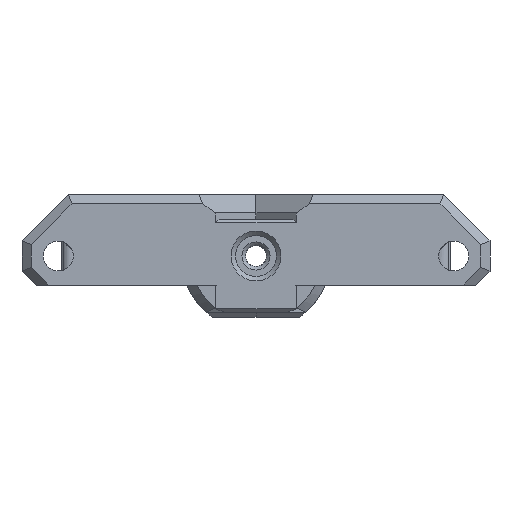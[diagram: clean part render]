
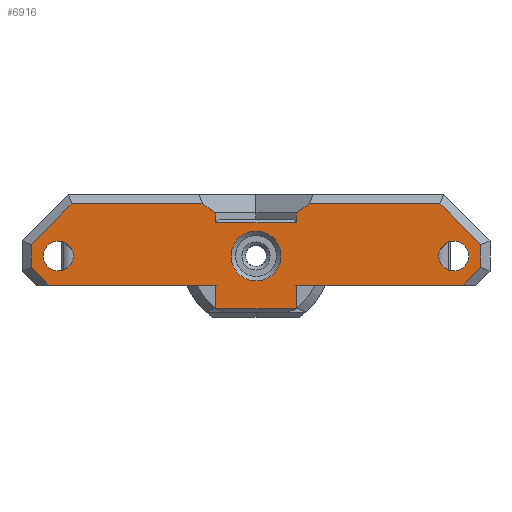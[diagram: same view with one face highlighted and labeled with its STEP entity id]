
A CAD part, front view. The second image highlights one B-rep face of the part: STEP entity #6916.
In plain terms, the highlighted planar face has unit normal (0, -1, 0).
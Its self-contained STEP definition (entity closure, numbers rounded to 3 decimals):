
#79=FACE_BOUND('',#2526,.T.);
#80=FACE_BOUND('',#2527,.T.);
#81=FACE_BOUND('',#2528,.T.);
#150=CIRCLE('',#7346,2.75);
#153=CIRCLE('',#7351,1.65);
#154=CIRCLE('',#7352,1.65);
#401=LINE('',#10040,#1161);
#402=LINE('',#10042,#1162);
#403=LINE('',#10044,#1163);
#404=LINE('',#10046,#1164);
#405=LINE('',#10048,#1165);
#406=LINE('',#10050,#1166);
#407=LINE('',#10052,#1167);
#408=LINE('',#10054,#1168);
#409=LINE('',#10056,#1169);
#410=LINE('',#10058,#1170);
#411=LINE('',#10060,#1171);
#412=LINE('',#10062,#1172);
#413=LINE('',#10064,#1173);
#414=LINE('',#10066,#1174);
#415=LINE('',#10068,#1175);
#416=LINE('',#10070,#1176);
#417=LINE('',#10072,#1177);
#418=LINE('',#10073,#1178);
#1161=VECTOR('',#8028,10.);
#1162=VECTOR('',#8029,10.);
#1163=VECTOR('',#8030,10.);
#1164=VECTOR('',#8031,10.);
#1165=VECTOR('',#8032,10.);
#1166=VECTOR('',#8033,10.);
#1167=VECTOR('',#8034,10.);
#1168=VECTOR('',#8035,10.);
#1169=VECTOR('',#8036,10.);
#1170=VECTOR('',#8037,10.);
#1171=VECTOR('',#8038,10.);
#1172=VECTOR('',#8039,10.);
#1173=VECTOR('',#8040,10.);
#1174=VECTOR('',#8041,10.);
#1175=VECTOR('',#8042,10.);
#1176=VECTOR('',#8043,10.);
#1177=VECTOR('',#8044,10.);
#1178=VECTOR('',#8045,10.);
#1828=PLANE('',#7350);
#2118=FACE_OUTER_BOUND('',#2525,.T.);
#2525=EDGE_LOOP('',(#4987,#4988,#4989,#4990,#4991,#4992,#4993,#4994,#4995,
#4996,#4997,#4998,#4999,#5000,#5001,#5002,#5003,#5004));
#2526=EDGE_LOOP('',(#5005));
#2527=EDGE_LOOP('',(#5006));
#2528=EDGE_LOOP('',(#5007));
#3150=VERTEX_POINT('',#10028);
#3153=VERTEX_POINT('',#10038);
#3154=VERTEX_POINT('',#10039);
#3155=VERTEX_POINT('',#10041);
#3156=VERTEX_POINT('',#10043);
#3157=VERTEX_POINT('',#10045);
#3158=VERTEX_POINT('',#10047);
#3159=VERTEX_POINT('',#10049);
#3160=VERTEX_POINT('',#10051);
#3161=VERTEX_POINT('',#10053);
#3162=VERTEX_POINT('',#10055);
#3163=VERTEX_POINT('',#10057);
#3164=VERTEX_POINT('',#10059);
#3165=VERTEX_POINT('',#10061);
#3166=VERTEX_POINT('',#10063);
#3167=VERTEX_POINT('',#10065);
#3168=VERTEX_POINT('',#10067);
#3169=VERTEX_POINT('',#10069);
#3170=VERTEX_POINT('',#10071);
#3171=VERTEX_POINT('',#10074);
#3172=VERTEX_POINT('',#10076);
#3843=EDGE_CURVE('',#3150,#3150,#150,.T.);
#3848=EDGE_CURVE('',#3153,#3154,#401,.T.);
#3849=EDGE_CURVE('',#3155,#3153,#402,.T.);
#3850=EDGE_CURVE('',#3155,#3156,#403,.T.);
#3851=EDGE_CURVE('',#3157,#3156,#404,.T.);
#3852=EDGE_CURVE('',#3158,#3157,#405,.T.);
#3853=EDGE_CURVE('',#3159,#3158,#406,.T.);
#3854=EDGE_CURVE('',#3160,#3159,#407,.T.);
#3855=EDGE_CURVE('',#3161,#3160,#408,.T.);
#3856=EDGE_CURVE('',#3162,#3161,#409,.T.);
#3857=EDGE_CURVE('',#3162,#3163,#410,.T.);
#3858=EDGE_CURVE('',#3164,#3163,#411,.T.);
#3859=EDGE_CURVE('',#3165,#3164,#412,.T.);
#3860=EDGE_CURVE('',#3166,#3165,#413,.T.);
#3861=EDGE_CURVE('',#3167,#3166,#414,.T.);
#3862=EDGE_CURVE('',#3168,#3167,#415,.T.);
#3863=EDGE_CURVE('',#3169,#3168,#416,.T.);
#3864=EDGE_CURVE('',#3170,#3169,#417,.T.);
#3865=EDGE_CURVE('',#3154,#3170,#418,.T.);
#3866=EDGE_CURVE('',#3171,#3171,#153,.T.);
#3867=EDGE_CURVE('',#3172,#3172,#154,.T.);
#4987=ORIENTED_EDGE('',*,*,#3848,.F.);
#4988=ORIENTED_EDGE('',*,*,#3849,.F.);
#4989=ORIENTED_EDGE('',*,*,#3850,.T.);
#4990=ORIENTED_EDGE('',*,*,#3851,.F.);
#4991=ORIENTED_EDGE('',*,*,#3852,.F.);
#4992=ORIENTED_EDGE('',*,*,#3853,.F.);
#4993=ORIENTED_EDGE('',*,*,#3854,.F.);
#4994=ORIENTED_EDGE('',*,*,#3855,.F.);
#4995=ORIENTED_EDGE('',*,*,#3856,.F.);
#4996=ORIENTED_EDGE('',*,*,#3857,.T.);
#4997=ORIENTED_EDGE('',*,*,#3858,.F.);
#4998=ORIENTED_EDGE('',*,*,#3859,.F.);
#4999=ORIENTED_EDGE('',*,*,#3860,.F.);
#5000=ORIENTED_EDGE('',*,*,#3861,.F.);
#5001=ORIENTED_EDGE('',*,*,#3862,.F.);
#5002=ORIENTED_EDGE('',*,*,#3863,.F.);
#5003=ORIENTED_EDGE('',*,*,#3864,.F.);
#5004=ORIENTED_EDGE('',*,*,#3865,.F.);
#5005=ORIENTED_EDGE('',*,*,#3866,.T.);
#5006=ORIENTED_EDGE('',*,*,#3867,.T.);
#5007=ORIENTED_EDGE('',*,*,#3843,.F.);
#6916=ADVANCED_FACE('',(#2118,#79,#80,#81),#1828,.T.);
#7346=AXIS2_PLACEMENT_3D('',#10029,#8016,#8017);
#7350=AXIS2_PLACEMENT_3D('',#10037,#8026,#8027);
#7351=AXIS2_PLACEMENT_3D('',#10075,#8046,#8047);
#7352=AXIS2_PLACEMENT_3D('',#10077,#8048,#8049);
#8016=DIRECTION('center_axis',(0.,-1.,0.));
#8017=DIRECTION('ref_axis',(1.,0.,0.));
#8026=DIRECTION('center_axis',(0.,-1.,0.));
#8027=DIRECTION('ref_axis',(1.,0.,0.));
#8028=DIRECTION('',(0.,0.,1.));
#8029=DIRECTION('',(1.,0.,0.));
#8030=DIRECTION('',(0.,0.,1.));
#8031=DIRECTION('',(0.816,0.,-0.577));
#8032=DIRECTION('',(1.,0.,0.));
#8033=DIRECTION('',(0.707,0.,0.707));
#8034=DIRECTION('',(0.,0.,1.));
#8035=DIRECTION('',(-0.707,0.,0.707));
#8036=DIRECTION('',(-1.,0.,0.));
#8037=DIRECTION('',(0.,0.,-1.));
#8038=DIRECTION('',(-1.,0.,0.));
#8039=DIRECTION('',(0.,0.,-1.));
#8040=DIRECTION('',(-1.,0.,0.));
#8041=DIRECTION('',(-0.707,0.,-0.707));
#8042=DIRECTION('',(0.,0.,-1.));
#8043=DIRECTION('',(0.707,0.,-0.707));
#8044=DIRECTION('',(1.,0.,0.));
#8045=DIRECTION('',(0.816,0.,0.577));
#8046=DIRECTION('center_axis',(0.,1.,0.));
#8047=DIRECTION('ref_axis',(1.,0.,0.));
#8048=DIRECTION('center_axis',(0.,1.,0.));
#8049=DIRECTION('ref_axis',(1.,0.,0.));
#10028=CARTESIAN_POINT('',(-2.75,-31.825,5.6));
#10029=CARTESIAN_POINT('Origin',(0.,-31.825,
5.6));
#10037=CARTESIAN_POINT('Origin',(-14.396,-31.825,9.85));
#10038=CARTESIAN_POINT('',(4.454,-31.825,9.25));
#10039=CARTESIAN_POINT('',(4.454,-31.825,10.35));
#10040=CARTESIAN_POINT('',(4.454,-31.825,9.85));
#10041=CARTESIAN_POINT('',(-4.454,-31.825,9.25));
#10042=CARTESIAN_POINT('',(-7.198,-31.825,9.25));
#10043=CARTESIAN_POINT('',(-4.454,-31.825,10.35));
#10044=CARTESIAN_POINT('',(-4.454,-31.825,9.85));
#10045=CARTESIAN_POINT('',(-5.869,-31.825,11.35));
#10046=CARTESIAN_POINT('',(-5.924,-31.825,11.389));
#10047=CARTESIAN_POINT('',(-20.243,-31.825,11.35));
#10048=CARTESIAN_POINT('',(-7.198,-31.825,11.35));
#10049=CARTESIAN_POINT('',(-24.75,-31.825,6.843));
#10050=CARTESIAN_POINT('',(-19.393,-31.825,12.199));
#10051=CARTESIAN_POINT('',(-24.75,-31.825,4.357));
#10052=CARTESIAN_POINT('',(-24.75,-31.825,6.897));
#10053=CARTESIAN_POINT('',(-22.793,-31.825,2.4));
#10054=CARTESIAN_POINT('',(-22.909,-31.825,2.517));
#10055=CARTESIAN_POINT('',(-4.454,-31.825,2.4));
#10056=CARTESIAN_POINT('',(1.114,-31.825,2.4));
#10057=CARTESIAN_POINT('',(-4.454,-31.825,-0.2));
#10058=CARTESIAN_POINT('',(-4.454,-31.825,2.4));
#10059=CARTESIAN_POINT('',(4.454,-31.825,-0.2));
#10060=CARTESIAN_POINT('',(-7.198,-31.825,-0.2));
#10061=CARTESIAN_POINT('',(4.454,-31.825,2.4));
#10062=CARTESIAN_POINT('',(4.454,-31.825,2.4));
#10063=CARTESIAN_POINT('',(22.793,-31.825,2.4));
#10064=CARTESIAN_POINT('',(1.114,-31.825,2.4));
#10065=CARTESIAN_POINT('',(24.75,-31.825,4.357));
#10066=CARTESIAN_POINT('',(21.196,-31.825,0.803));
#10067=CARTESIAN_POINT('',(24.75,-31.825,6.843));
#10068=CARTESIAN_POINT('',(24.75,-31.825,8.553));
#10069=CARTESIAN_POINT('',(20.243,-31.825,11.35));
#10070=CARTESIAN_POINT('',(16.524,-31.825,15.068));
#10071=CARTESIAN_POINT('',(5.869,-31.825,11.35));
#10072=CARTESIAN_POINT('',(2.227,-31.825,11.35));
#10073=CARTESIAN_POINT('',(1.868,-31.825,8.521));
#10074=CARTESIAN_POINT('',(-23.4,-31.825,5.6));
#10075=CARTESIAN_POINT('Origin',(-21.75,-31.825,5.6));
#10076=CARTESIAN_POINT('',(20.1,-31.825,5.6));
#10077=CARTESIAN_POINT('Origin',(21.75,-31.825,5.6));
